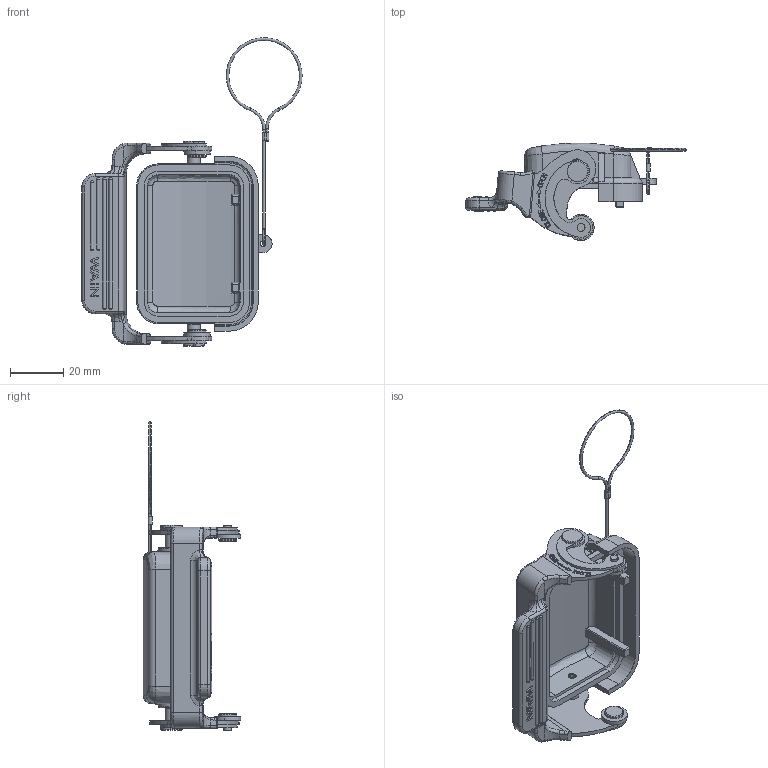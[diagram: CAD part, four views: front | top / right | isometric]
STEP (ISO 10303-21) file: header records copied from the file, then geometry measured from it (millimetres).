
FILE_DESCRIPTION((''),'2;1');
FILE_NAME('PRT0383','2017-10-13T',('dm.li'),(''),'PRO/ENGINEER BY PARAMETRIC TECHNOLOGY CORPORATION, 2012480','PRO/ENGINEER BY PARAMETRIC TECHNOLOGY CORPORATION, 2012480','');
FILE_SCHEMA(('AUTOMOTIVE_DESIGN { 1 0 10303 214 1 1 1 1 }'));
Length unit declared in the file: millimetre
Products named in the file (1): PRT0383
Bounding box: 82.66 x 36.5 x 115.83 mm (x, y, z)
Volume: 25862.5 mm3; surface area: 20758.1 mm2
Topology: 1 solids, 12 shells, 1044 faces, 2756 edges, 1785 vertices
Faces by surface type: plane 436, extrusion 257, cylinder 199, torus 53, bspline 43, cone 38, sphere 18
Entity records: 39413 total; most frequent: CARTESIAN_POINT 11426, ORIENTED_EDGE 5468, DIRECTION 4365, EDGE_CURVE 2734, VERTEX_POINT 1785, VECTOR 1719, LINE 1462, AXIS2_PLACEMENT_3D 1323
